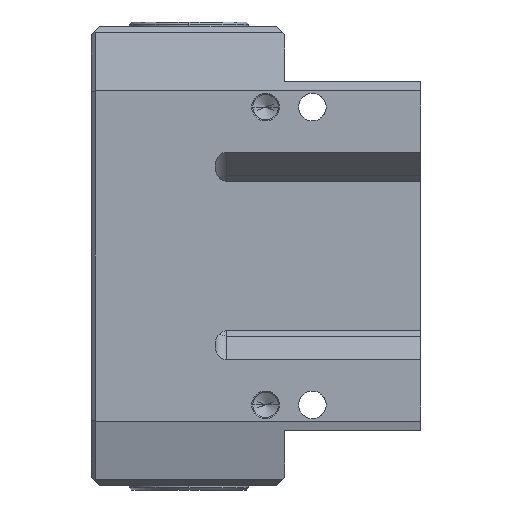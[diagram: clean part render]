
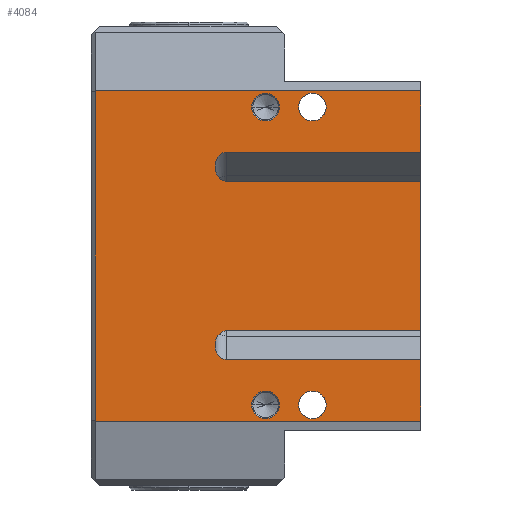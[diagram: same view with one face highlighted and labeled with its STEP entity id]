
A CAD part, left-side view. The second image highlights one B-rep face of the part: STEP entity #4084.
In plain terms, the highlighted planar face has unit normal (-1, 0, 0).
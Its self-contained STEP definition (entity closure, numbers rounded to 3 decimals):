
#169=DIRECTION('',(0.,0.,1.));
#170=VECTOR('',#169,14.433);
#171=CARTESIAN_POINT('',(-25.,-77.5,-38.805));
#172=LINE('',#171,#170);
#201=DIRECTION('',(0.,0.,1.));
#202=VECTOR('',#201,35.167);
#203=CARTESIAN_POINT('',(-25.,-77.5,-17.583));
#204=LINE('',#203,#202);
#233=DIRECTION('',(0.,0.,1.));
#234=VECTOR('',#233,14.433);
#235=CARTESIAN_POINT('',(-25.,-77.5,24.372));
#236=LINE('',#235,#234);
#1044=CARTESIAN_POINT('',(-25.,-52.,-35.));
#1045=DIRECTION('',(1.,0.,0.));
#1046=DIRECTION('',(0.,-1.,0.));
#1047=AXIS2_PLACEMENT_3D('',#1044,#1045,#1046);
#1049=CARTESIAN_POINT('',(-25.,-52.,-35.));
#1050=DIRECTION('',(1.,0.,0.));
#1051=DIRECTION('',(0.,1.,0.));
#1052=AXIS2_PLACEMENT_3D('',#1049,#1050,#1051);
#1054=CARTESIAN_POINT('',(-25.,-52.,35.));
#1055=DIRECTION('',(-1.,0.,0.));
#1056=DIRECTION('',(0.,-1.,0.));
#1057=AXIS2_PLACEMENT_3D('',#1054,#1055,#1056);
#1059=CARTESIAN_POINT('',(-25.,-52.,35.));
#1060=DIRECTION('',(-1.,0.,0.));
#1061=DIRECTION('',(0.,1.,0.));
#1062=AXIS2_PLACEMENT_3D('',#1059,#1060,#1061);
#1064=CARTESIAN_POINT('',(-25.,-41.,35.));
#1065=DIRECTION('',(-1.,0.,0.));
#1066=DIRECTION('',(0.,1.,0.));
#1067=AXIS2_PLACEMENT_3D('',#1064,#1065,#1066);
#1069=CARTESIAN_POINT('',(-25.,-41.,35.));
#1070=DIRECTION('',(-1.,0.,0.));
#1071=DIRECTION('',(0.,-1.,0.));
#1072=AXIS2_PLACEMENT_3D('',#1069,#1070,#1071);
#1074=CARTESIAN_POINT('',(-25.,-41.,-35.));
#1075=DIRECTION('',(1.,0.,0.));
#1076=DIRECTION('',(0.,1.,0.));
#1077=AXIS2_PLACEMENT_3D('',#1074,#1075,#1076);
#1079=CARTESIAN_POINT('',(-25.,-41.,-35.));
#1080=DIRECTION('',(1.,0.,0.));
#1081=DIRECTION('',(0.,-1.,0.));
#1082=AXIS2_PLACEMENT_3D('',#1079,#1080,#1081);
#1084=DIRECTION('',(0.,0.,-1.));
#1085=VECTOR('',#1084,77.61);
#1086=CARTESIAN_POINT('',(-25.,-1.,38.805));
#1087=LINE('',#1086,#1085);
#1088=DIRECTION('',(0.,-1.,0.));
#1089=VECTOR('',#1088,76.5);
#1090=CARTESIAN_POINT('',(-25.,-1.,38.805));
#1091=LINE('',#1090,#1089);
#1092=DIRECTION('',(0.,1.,0.));
#1093=VECTOR('',#1092,45.75);
#1094=CARTESIAN_POINT('',(-25.,-77.5,24.372));
#1095=LINE('',#1094,#1093);
#1096=DIRECTION('',(0.,1.,0.));
#1097=VECTOR('',#1096,45.75);
#1098=CARTESIAN_POINT('',(-25.,-77.5,17.583));
#1099=LINE('',#1098,#1097);
#1100=DIRECTION('',(0.,1.,0.));
#1101=VECTOR('',#1100,45.75);
#1102=CARTESIAN_POINT('',(-25.,-77.5,-17.583));
#1103=LINE('',#1102,#1101);
#1104=DIRECTION('',(0.,1.,0.));
#1105=VECTOR('',#1104,45.75);
#1106=CARTESIAN_POINT('',(-25.,-77.5,-24.372));
#1107=LINE('',#1106,#1105);
#1108=DIRECTION('',(0.,-1.,0.));
#1109=VECTOR('',#1108,76.5);
#1110=CARTESIAN_POINT('',(-25.,-1.,-38.805));
#1111=LINE('',#1110,#1109);
#2093=CARTESIAN_POINT('',(-25.,-31.75,17.583));
#2094=CARTESIAN_POINT('',(-25.,-31.444,17.583));
#2095=CARTESIAN_POINT('',(-25.,-30.782,17.728));
#2096=CARTESIAN_POINT('',(-25.,-29.857,18.506));
#2097=CARTESIAN_POINT('',(-25.,-29.361,19.51));
#2098=CARTESIAN_POINT('',(-25.,-29.177,20.364));
#2099=CARTESIAN_POINT('',(-25.,-29.136,20.977));
#2100=CARTESIAN_POINT('',(-25.,-29.177,21.59));
#2101=CARTESIAN_POINT('',(-25.,-29.361,22.445));
#2102=CARTESIAN_POINT('',(-25.,-29.857,23.449));
#2103=CARTESIAN_POINT('',(-25.,-30.782,24.227));
#2104=CARTESIAN_POINT('',(-25.,-31.444,24.372));
#2105=CARTESIAN_POINT('',(-25.,-31.75,24.372));
#2167=CARTESIAN_POINT('',(-25.,-31.75,-24.372));
#2168=CARTESIAN_POINT('',(-25.,-31.444,-24.372));
#2169=CARTESIAN_POINT('',(-25.,-30.782,-24.227));
#2170=CARTESIAN_POINT('',(-25.,-29.857,-23.449));
#2171=CARTESIAN_POINT('',(-25.,-29.361,-22.445));
#2172=CARTESIAN_POINT('',(-25.,-29.177,-21.59));
#2173=CARTESIAN_POINT('',(-25.,-29.136,-20.977));
#2174=CARTESIAN_POINT('',(-25.,-29.177,-20.364));
#2175=CARTESIAN_POINT('',(-25.,-29.361,-19.51));
#2176=CARTESIAN_POINT('',(-25.,-29.857,-18.506));
#2177=CARTESIAN_POINT('',(-25.,-30.782,-17.728));
#2178=CARTESIAN_POINT('',(-25.,-31.444,-17.583));
#2179=CARTESIAN_POINT('',(-25.,-31.75,-17.583));
#2452=CARTESIAN_POINT('',(-25.,-77.5,-17.583));
#2454=VERTEX_POINT('',#2452);
#2455=CARTESIAN_POINT('',(-25.,-77.5,-24.372));
#2457=VERTEX_POINT('',#2455);
#2460=CARTESIAN_POINT('',(-25.,-31.75,-17.583));
#2462=VERTEX_POINT('',#2460);
#2464=CARTESIAN_POINT('',(-25.,-31.75,-24.372));
#2466=VERTEX_POINT('',#2464);
#2475=VERTEX_POINT('',#2093);
#2476=VERTEX_POINT('',#2105);
#2490=CARTESIAN_POINT('',(-25.,-77.5,17.583));
#2492=VERTEX_POINT('',#2490);
#2493=CARTESIAN_POINT('',(-25.,-77.5,24.372));
#2495=VERTEX_POINT('',#2493);
#2525=CARTESIAN_POINT('',(-25.,-55.25,-35.));
#2526=CARTESIAN_POINT('',(-25.,-48.75,-35.));
#2527=VERTEX_POINT('',#2525);
#2528=VERTEX_POINT('',#2526);
#2543=CARTESIAN_POINT('',(-25.,-37.75,35.));
#2544=VERTEX_POINT('',#2543);
#2545=CARTESIAN_POINT('',(-25.,-44.25,35.));
#2546=VERTEX_POINT('',#2545);
#2561=CARTESIAN_POINT('',(-25.,-37.75,-35.));
#2562=VERTEX_POINT('',#2561);
#2563=CARTESIAN_POINT('',(-25.,-44.25,-35.));
#2564=VERTEX_POINT('',#2563);
#2670=CARTESIAN_POINT('',(-25.,-77.5,-38.805));
#2672=VERTEX_POINT('',#2670);
#2674=CARTESIAN_POINT('',(-25.,-77.5,38.805));
#2676=VERTEX_POINT('',#2674);
#2751=CARTESIAN_POINT('',(-25.,-1.,38.805));
#2752=CARTESIAN_POINT('',(-25.,-1.,-38.805));
#2753=VERTEX_POINT('',#2751);
#2754=VERTEX_POINT('',#2752);
#2799=CARTESIAN_POINT('',(-25.,-55.25,35.));
#2801=VERTEX_POINT('',#2799);
#2803=CARTESIAN_POINT('',(-25.,-48.75,35.));
#2805=VERTEX_POINT('',#2803);
#4034=CARTESIAN_POINT('',(-25.,0.,-54.));
#4035=DIRECTION('',(-1.,0.,0.));
#4036=DIRECTION('',(0.,-1.,0.));
#4037=AXIS2_PLACEMENT_3D('',#4034,#4035,#4036);
#4038=PLANE('',#4037);
#4039=ORIENTED_EDGE('',*,*,#4025,.F.);
#4041=ORIENTED_EDGE('',*,*,#4040,.T.);
#4042=ORIENTED_EDGE('',*,*,#3006,.F.);
#4044=ORIENTED_EDGE('',*,*,#4043,.T.);
#4046=ORIENTED_EDGE('',*,*,#4045,.F.);
#4048=ORIENTED_EDGE('',*,*,#4047,.F.);
#4049=ORIENTED_EDGE('',*,*,#2990,.F.);
#4051=ORIENTED_EDGE('',*,*,#4050,.T.);
#4053=ORIENTED_EDGE('',*,*,#4052,.F.);
#4055=ORIENTED_EDGE('',*,*,#4054,.F.);
#4056=ORIENTED_EDGE('',*,*,#2974,.F.);
#4057=ORIENTED_EDGE('',*,*,#3966,.F.);
#4058=EDGE_LOOP('',(#4039,#4041,#4042,#4044,#4046,#4048,#4049,#4051,#4053,#4055,
#4056,#4057));
#4059=FACE_OUTER_BOUND('',#4058,.F.);
#4061=ORIENTED_EDGE('',*,*,#4060,.T.);
#4063=ORIENTED_EDGE('',*,*,#4062,.T.);
#4064=EDGE_LOOP('',(#4061,#4063));
#4065=FACE_BOUND('',#4064,.F.);
#4067=ORIENTED_EDGE('',*,*,#4066,.T.);
#4069=ORIENTED_EDGE('',*,*,#4068,.T.);
#4070=EDGE_LOOP('',(#4067,#4069));
#4071=FACE_BOUND('',#4070,.F.);
#4073=ORIENTED_EDGE('',*,*,#4072,.F.);
#4075=ORIENTED_EDGE('',*,*,#4074,.F.);
#4076=EDGE_LOOP('',(#4073,#4075));
#4077=FACE_BOUND('',#4076,.F.);
#4079=ORIENTED_EDGE('',*,*,#4078,.F.);
#4081=ORIENTED_EDGE('',*,*,#4080,.F.);
#4082=EDGE_LOOP('',(#4079,#4081));
#4083=FACE_BOUND('',#4082,.F.);
#1048=CIRCLE('',#1047,3.25);
#1053=CIRCLE('',#1052,3.25);
#1058=CIRCLE('',#1057,3.25);
#1063=CIRCLE('',#1062,3.25);
#1068=CIRCLE('',#1067,3.25);
#1073=CIRCLE('',#1072,3.25);
#1078=CIRCLE('',#1077,3.25);
#1083=CIRCLE('',#1082,3.25);
#2106=B_SPLINE_CURVE_WITH_KNOTS('',3,(#2093,#2094,#2095,#2096,#2097,#2098,#2099,
#2100,#2101,#2102,#2103,#2104,#2105),.UNSPECIFIED.,.F.,.F.,(4,1,1,1,1,1,1,1,1,1,
4),(0.,0.125,0.25,0.375,0.438,0.5,0.563,0.625,0.75,0.875,
1.),.UNSPECIFIED.);
#2180=B_SPLINE_CURVE_WITH_KNOTS('',3,(#2167,#2168,#2169,#2170,#2171,#2172,#2173,
#2174,#2175,#2176,#2177,#2178,#2179),.UNSPECIFIED.,.F.,.F.,(4,1,1,1,1,1,1,1,1,1,
4),(0.,0.125,0.25,0.375,0.438,0.5,0.563,0.625,0.75,0.875,
1.),.UNSPECIFIED.);
#2974=EDGE_CURVE('',#2672,#2457,#172,.T.);
#2990=EDGE_CURVE('',#2454,#2492,#204,.T.);
#3006=EDGE_CURVE('',#2495,#2676,#236,.T.);
#3966=EDGE_CURVE('',#2754,#2672,#1111,.T.);
#4025=EDGE_CURVE('',#2753,#2754,#1087,.T.);
#4040=EDGE_CURVE('',#2753,#2676,#1091,.T.);
#4043=EDGE_CURVE('',#2495,#2476,#1095,.T.);
#4045=EDGE_CURVE('',#2475,#2476,#2106,.T.);
#4047=EDGE_CURVE('',#2492,#2475,#1099,.T.);
#4050=EDGE_CURVE('',#2454,#2462,#1103,.T.);
#4052=EDGE_CURVE('',#2466,#2462,#2180,.T.);
#4054=EDGE_CURVE('',#2457,#2466,#1107,.T.);
#4060=EDGE_CURVE('',#2801,#2805,#1058,.T.);
#4062=EDGE_CURVE('',#2805,#2801,#1063,.T.);
#4066=EDGE_CURVE('',#2544,#2546,#1068,.T.);
#4068=EDGE_CURVE('',#2546,#2544,#1073,.T.);
#4072=EDGE_CURVE('',#2562,#2564,#1078,.T.);
#4074=EDGE_CURVE('',#2564,#2562,#1083,.T.);
#4078=EDGE_CURVE('',#2527,#2528,#1048,.T.);
#4080=EDGE_CURVE('',#2528,#2527,#1053,.T.);
#4084=ADVANCED_FACE('',(#4059,#4065,#4071,#4077,#4083),#4038,.T.);
